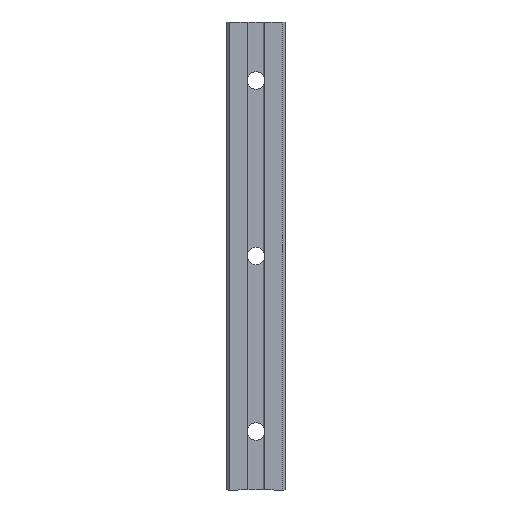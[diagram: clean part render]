
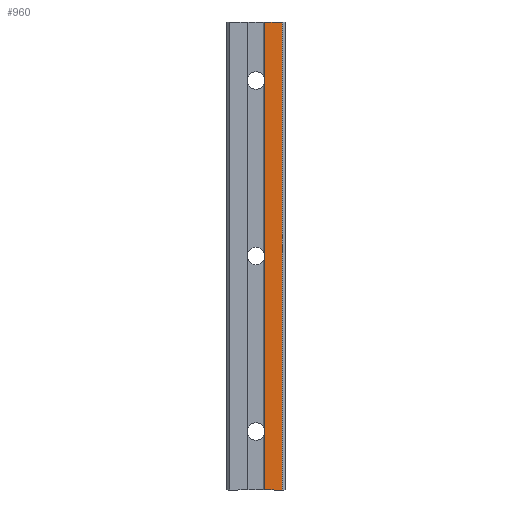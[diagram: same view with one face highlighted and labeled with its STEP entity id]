
A CAD part, front view. The second image highlights one B-rep face of the part: STEP entity #960.
In plain terms, the highlighted planar face has unit normal (0, -1, 0).
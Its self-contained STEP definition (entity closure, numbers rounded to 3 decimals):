
#548 = ORIENTED_EDGE ( 'NONE', *, *, #568, .T. ) ;
#568 = EDGE_CURVE ( 'NONE', #713, #712, #1820, .T. ) ;
#572 = EDGE_CURVE ( 'NONE', #573, #682, #1811, .T. ) ;
#573 = VERTEX_POINT ( 'NONE', #1802 ) ;
#596 = EDGE_CURVE ( 'NONE', #689, #597, #1767, .T. ) ;
#597 = VERTEX_POINT ( 'NONE', #1763 ) ;
#607 = EDGE_CURVE ( 'NONE', #682, #608, #1750, .T. ) ;
#608 = VERTEX_POINT ( 'NONE', #1746 ) ;
#682 = VERTEX_POINT ( 'NONE', #1114 ) ;
#688 = EDGE_CURVE ( 'NONE', #608, #689, #1179, .T. ) ;
#689 = VERTEX_POINT ( 'NONE', #1175 ) ;
#712 = VERTEX_POINT ( 'NONE', #1144 ) ;
#713 = VERTEX_POINT ( 'NONE', #1139 ) ;
#946 = EDGE_CURVE ( 'NONE', #597, #713, #1446, .T. ) ;
#960 = ADVANCED_FACE ( 'NONE', ( #1547 ), #1546, .T. ) ;
#961 = EDGE_LOOP ( 'NONE', ( #1009, #1011, #1012, #1013, #1014, #1015, #548 ) ) ;
#1009 = ORIENTED_EDGE ( 'NONE', *, *, #1010, .F. ) ;
#1010 = EDGE_CURVE ( 'NONE', #573, #712, #1658, .T. ) ;
#1011 = ORIENTED_EDGE ( 'NONE', *, *, #572, .T. ) ;
#1012 = ORIENTED_EDGE ( 'NONE', *, *, #607, .T. ) ;
#1013 = ORIENTED_EDGE ( 'NONE', *, *, #688, .T. ) ;
#1014 = ORIENTED_EDGE ( 'NONE', *, *, #596, .T. ) ;
#1015 = ORIENTED_EDGE ( 'NONE', *, *, #946, .T. ) ;
#1114 = CARTESIAN_POINT ( 'NONE',  ( 3., -15.5, 80. ) ) ;
#1139 = CARTESIAN_POINT ( 'NONE',  ( 9., -15.5, -60. ) ) ;
#1144 = CARTESIAN_POINT ( 'NONE',  ( 9., -15.5, 100. ) ) ;
#1175 = CARTESIAN_POINT ( 'NONE',  ( 3., -15.5, -40. ) ) ;
#1176 = DIRECTION ( 'NONE',  ( 0., 0., -1. ) ) ;
#1177 = VECTOR ( 'NONE', #1176, 1000. ) ;
#1178 = CARTESIAN_POINT ( 'NONE',  ( 3., -15.5, -30. ) ) ;
#1179 = LINE ( 'NONE', #1178, #1177 ) ;
#1443 = DIRECTION ( 'NONE',  ( 1., 0., 0. ) ) ;
#1444 = VECTOR ( 'NONE', #1443, 1000. ) ;
#1445 = CARTESIAN_POINT ( 'NONE',  ( 0., -15.5, -60. ) ) ;
#1446 = LINE ( 'NONE', #1445, #1444 ) ;
#1543 = DIRECTION ( 'NONE',  ( 0., 0., -1. ) ) ;
#1544 = DIRECTION ( 'NONE',  ( 0., -1., 0. ) ) ;
#1545 = CARTESIAN_POINT ( 'NONE',  ( 3., -15.5, -30. ) ) ;
#1546 = PLANE ( 'NONE',  #1573 ) ;
#1547 = FACE_OUTER_BOUND ( 'NONE', #961, .T. ) ;
#1573 = AXIS2_PLACEMENT_3D ( 'NONE', #1545, #1544, #1543 ) ;
#1655 = DIRECTION ( 'NONE',  ( 1., 0., 0. ) ) ;
#1656 = VECTOR ( 'NONE', #1655, 1000. ) ;
#1657 = CARTESIAN_POINT ( 'NONE',  ( 0., -15.5, 100. ) ) ;
#1658 = LINE ( 'NONE', #1657, #1656 ) ;
#1746 = CARTESIAN_POINT ( 'NONE',  ( 3., -15.5, 20. ) ) ;
#1747 = DIRECTION ( 'NONE',  ( 0., 0., -1. ) ) ;
#1748 = VECTOR ( 'NONE', #1747, 1000. ) ;
#1749 = CARTESIAN_POINT ( 'NONE',  ( 3., -15.5, -30. ) ) ;
#1750 = LINE ( 'NONE', #1749, #1748 ) ;
#1763 = CARTESIAN_POINT ( 'NONE',  ( 3., -15.5, -60. ) ) ;
#1764 = DIRECTION ( 'NONE',  ( 0., 0., -1. ) ) ;
#1765 = VECTOR ( 'NONE', #1764, 1000. ) ;
#1766 = CARTESIAN_POINT ( 'NONE',  ( 3., -15.5, -30. ) ) ;
#1767 = LINE ( 'NONE', #1766, #1765 ) ;
#1802 = CARTESIAN_POINT ( 'NONE',  ( 3., -15.5, 100. ) ) ;
#1803 = DIRECTION ( 'NONE',  ( 0., 0., -1. ) ) ;
#1804 = VECTOR ( 'NONE', #1803, 1000. ) ;
#1805 = CARTESIAN_POINT ( 'NONE',  ( 3., -15.5, -30. ) ) ;
#1811 = LINE ( 'NONE', #1805, #1804 ) ;
#1817 = DIRECTION ( 'NONE',  ( 0., 0., 1. ) ) ;
#1818 = VECTOR ( 'NONE', #1817, 1000. ) ;
#1819 = CARTESIAN_POINT ( 'NONE',  ( 9., -15.5, -30. ) ) ;
#1820 = LINE ( 'NONE', #1819, #1818 ) ;
